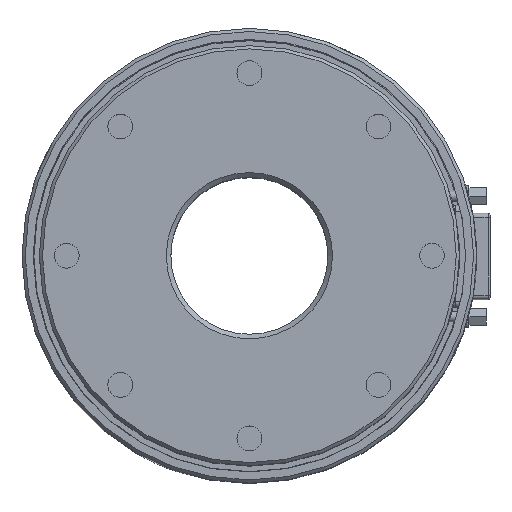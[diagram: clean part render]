
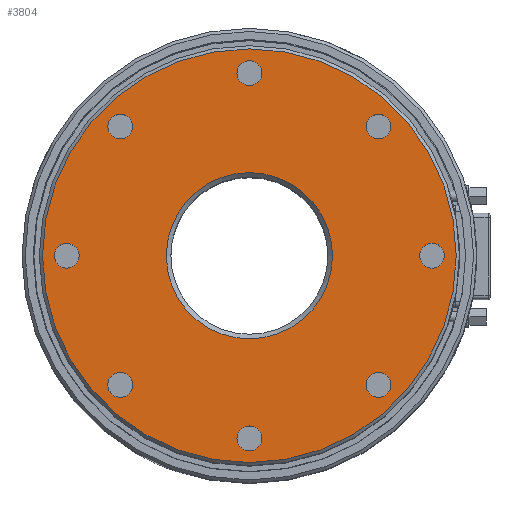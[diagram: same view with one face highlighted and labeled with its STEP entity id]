
A CAD part, top view. The second image highlights one B-rep face of the part: STEP entity #3804.
In plain terms, the highlighted planar face has unit normal (0, 0, 1).
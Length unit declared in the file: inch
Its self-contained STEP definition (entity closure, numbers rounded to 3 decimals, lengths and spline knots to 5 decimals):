
#99=PLANE('',#4141);
#185=FACE_BOUND('',#565,.T.);
#186=FACE_BOUND('',#566,.T.);
#187=FACE_BOUND('',#567,.T.);
#188=FACE_BOUND('',#568,.T.);
#189=FACE_BOUND('',#569,.T.);
#190=FACE_BOUND('',#570,.T.);
#191=FACE_BOUND('',#571,.T.);
#192=FACE_BOUND('',#572,.T.);
#193=FACE_BOUND('',#573,.T.);
#343=FACE_OUTER_BOUND('',#564,.T.);
#564=EDGE_LOOP('',(#2685));
#565=EDGE_LOOP('',(#2686));
#566=EDGE_LOOP('',(#2687,#2688));
#567=EDGE_LOOP('',(#2689,#2690));
#568=EDGE_LOOP('',(#2691,#2692));
#569=EDGE_LOOP('',(#2693,#2694));
#570=EDGE_LOOP('',(#2695,#2696));
#571=EDGE_LOOP('',(#2697,#2698));
#572=EDGE_LOOP('',(#2699,#2700));
#573=EDGE_LOOP('',(#2701,#2702));
#1250=CIRCLE('',#4038,0.136);
#1251=CIRCLE('',#4039,0.136);
#1254=CIRCLE('',#4044,0.136);
#1255=CIRCLE('',#4045,0.136);
#1258=CIRCLE('',#4050,0.136);
#1259=CIRCLE('',#4051,0.136);
#1262=CIRCLE('',#4056,0.136);
#1263=CIRCLE('',#4057,0.136);
#1266=CIRCLE('',#4062,0.136);
#1267=CIRCLE('',#4063,0.136);
#1270=CIRCLE('',#4068,0.136);
#1271=CIRCLE('',#4069,0.136);
#1274=CIRCLE('',#4074,0.136);
#1275=CIRCLE('',#4075,0.136);
#1278=CIRCLE('',#4080,0.136);
#1279=CIRCLE('',#4081,0.136);
#1316=CIRCLE('',#4137,0.91);
#1319=CIRCLE('',#4142,2.265);
#1536=VERTEX_POINT('',#5965);
#1537=VERTEX_POINT('',#5966);
#1540=VERTEX_POINT('',#5976);
#1541=VERTEX_POINT('',#5977);
#1544=VERTEX_POINT('',#5987);
#1545=VERTEX_POINT('',#5988);
#1548=VERTEX_POINT('',#5998);
#1549=VERTEX_POINT('',#5999);
#1552=VERTEX_POINT('',#6009);
#1553=VERTEX_POINT('',#6010);
#1556=VERTEX_POINT('',#6020);
#1557=VERTEX_POINT('',#6021);
#1560=VERTEX_POINT('',#6031);
#1561=VERTEX_POINT('',#6032);
#1564=VERTEX_POINT('',#6042);
#1565=VERTEX_POINT('',#6043);
#1602=VERTEX_POINT('',#6148);
#1605=VERTEX_POINT('',#6158);
#1934=EDGE_CURVE('',#1536,#1537,#1250,.T.);
#1935=EDGE_CURVE('',#1537,#1536,#1251,.T.);
#1939=EDGE_CURVE('',#1540,#1541,#1254,.T.);
#1940=EDGE_CURVE('',#1541,#1540,#1255,.T.);
#1944=EDGE_CURVE('',#1544,#1545,#1258,.T.);
#1945=EDGE_CURVE('',#1545,#1544,#1259,.T.);
#1949=EDGE_CURVE('',#1548,#1549,#1262,.T.);
#1950=EDGE_CURVE('',#1549,#1548,#1263,.T.);
#1954=EDGE_CURVE('',#1552,#1553,#1266,.T.);
#1955=EDGE_CURVE('',#1553,#1552,#1267,.T.);
#1959=EDGE_CURVE('',#1556,#1557,#1270,.T.);
#1960=EDGE_CURVE('',#1557,#1556,#1271,.T.);
#1964=EDGE_CURVE('',#1560,#1561,#1274,.T.);
#1965=EDGE_CURVE('',#1561,#1560,#1275,.T.);
#1969=EDGE_CURVE('',#1564,#1565,#1278,.T.);
#1970=EDGE_CURVE('',#1565,#1564,#1279,.T.);
#2018=EDGE_CURVE('',#1602,#1602,#1316,.T.);
#2023=EDGE_CURVE('',#1605,#1605,#1319,.T.);
#2685=ORIENTED_EDGE('',*,*,#2023,.F.);
#2686=ORIENTED_EDGE('',*,*,#2018,.F.);
#2687=ORIENTED_EDGE('',*,*,#1969,.T.);
#2688=ORIENTED_EDGE('',*,*,#1970,.T.);
#2689=ORIENTED_EDGE('',*,*,#1964,.T.);
#2690=ORIENTED_EDGE('',*,*,#1965,.T.);
#2691=ORIENTED_EDGE('',*,*,#1959,.T.);
#2692=ORIENTED_EDGE('',*,*,#1960,.T.);
#2693=ORIENTED_EDGE('',*,*,#1954,.T.);
#2694=ORIENTED_EDGE('',*,*,#1955,.T.);
#2695=ORIENTED_EDGE('',*,*,#1949,.T.);
#2696=ORIENTED_EDGE('',*,*,#1950,.T.);
#2697=ORIENTED_EDGE('',*,*,#1944,.T.);
#2698=ORIENTED_EDGE('',*,*,#1945,.T.);
#2699=ORIENTED_EDGE('',*,*,#1939,.T.);
#2700=ORIENTED_EDGE('',*,*,#1940,.T.);
#2701=ORIENTED_EDGE('',*,*,#1934,.T.);
#2702=ORIENTED_EDGE('',*,*,#1935,.T.);
#3804=ADVANCED_FACE('',(#343,#185,#186,#187,#188,#189,#190,#191,#192,#193),
#99,.T.);
#4038=AXIS2_PLACEMENT_3D('',#5967,#4602,#4603);
#4039=AXIS2_PLACEMENT_3D('',#5968,#4604,#4605);
#4044=AXIS2_PLACEMENT_3D('',#5978,#4615,#4616);
#4045=AXIS2_PLACEMENT_3D('',#5979,#4617,#4618);
#4050=AXIS2_PLACEMENT_3D('',#5989,#4628,#4629);
#4051=AXIS2_PLACEMENT_3D('',#5990,#4630,#4631);
#4056=AXIS2_PLACEMENT_3D('',#6000,#4641,#4642);
#4057=AXIS2_PLACEMENT_3D('',#6001,#4643,#4644);
#4062=AXIS2_PLACEMENT_3D('',#6011,#4654,#4655);
#4063=AXIS2_PLACEMENT_3D('',#6012,#4656,#4657);
#4068=AXIS2_PLACEMENT_3D('',#6022,#4667,#4668);
#4069=AXIS2_PLACEMENT_3D('',#6023,#4669,#4670);
#4074=AXIS2_PLACEMENT_3D('',#6033,#4680,#4681);
#4075=AXIS2_PLACEMENT_3D('',#6034,#4682,#4683);
#4080=AXIS2_PLACEMENT_3D('',#6044,#4693,#4694);
#4081=AXIS2_PLACEMENT_3D('',#6045,#4695,#4696);
#4137=AXIS2_PLACEMENT_3D('',#6149,#4818,#4819);
#4141=AXIS2_PLACEMENT_3D('',#6157,#4828,#4829);
#4142=AXIS2_PLACEMENT_3D('',#6159,#4830,#4831);
#4602=DIRECTION('center_axis',(0.,0.,
-1.));
#4603=DIRECTION('ref_axis',(1.,0.,0.));
#4604=DIRECTION('center_axis',(0.,0.,
-1.));
#4605=DIRECTION('ref_axis',(1.,0.,0.));
#4615=DIRECTION('center_axis',(0.,0.,
-1.));
#4616=DIRECTION('ref_axis',(0.707,0.707,0.));
#4617=DIRECTION('center_axis',(0.,0.,
-1.));
#4618=DIRECTION('ref_axis',(0.707,0.707,0.));
#4628=DIRECTION('center_axis',(0.,0.,
-1.));
#4629=DIRECTION('ref_axis',(0.,1.,0.));
#4630=DIRECTION('center_axis',(0.,0.,
-1.));
#4631=DIRECTION('ref_axis',(0.,1.,0.));
#4641=DIRECTION('center_axis',(0.,0.,
-1.));
#4642=DIRECTION('ref_axis',(-0.707,0.707,0.));
#4643=DIRECTION('center_axis',(0.,0.,
-1.));
#4644=DIRECTION('ref_axis',(-0.707,0.707,0.));
#4654=DIRECTION('center_axis',(0.,0.,
-1.));
#4655=DIRECTION('ref_axis',(-1.,0.,0.));
#4656=DIRECTION('center_axis',(0.,0.,
-1.));
#4657=DIRECTION('ref_axis',(-1.,0.,0.));
#4667=DIRECTION('center_axis',(0.,0.,
-1.));
#4668=DIRECTION('ref_axis',(-0.707,-0.707,0.));
#4669=DIRECTION('center_axis',(0.,0.,
-1.));
#4670=DIRECTION('ref_axis',(-0.707,-0.707,0.));
#4680=DIRECTION('center_axis',(0.,0.,
-1.));
#4681=DIRECTION('ref_axis',(0.,-1.,0.));
#4682=DIRECTION('center_axis',(0.,0.,
-1.));
#4683=DIRECTION('ref_axis',(0.,-1.,0.));
#4693=DIRECTION('center_axis',(0.,0.,
-1.));
#4694=DIRECTION('ref_axis',(0.707,-0.707,0.));
#4695=DIRECTION('center_axis',(0.,0.,
-1.));
#4696=DIRECTION('ref_axis',(0.707,-0.707,0.));
#4818=DIRECTION('center_axis',(0.,0.,
1.));
#4819=DIRECTION('ref_axis',(-1.,0.,0.));
#4828=DIRECTION('center_axis',(0.,0.,
1.));
#4829=DIRECTION('ref_axis',(1.,0.,0.));
#4830=DIRECTION('center_axis',(0.,0.,
-1.));
#4831=DIRECTION('ref_axis',(-1.,0.,0.));
#5965=CARTESIAN_POINT('',(0.136,-2.,3.5));
#5966=CARTESIAN_POINT('',(-0.136,-2.,3.5));
#5967=CARTESIAN_POINT('Origin',(0.,-2.,3.5));
#5968=CARTESIAN_POINT('Origin',(0.,-2.,3.5));
#5976=CARTESIAN_POINT('',(1.51038,-1.31805,3.5));
#5977=CARTESIAN_POINT('',(1.31805,-1.51038,3.5));
#5978=CARTESIAN_POINT('Origin',(1.41421,-1.41421,3.5));
#5979=CARTESIAN_POINT('Origin',(1.41421,-1.41421,3.5));
#5987=CARTESIAN_POINT('',(2.,0.136,3.5));
#5988=CARTESIAN_POINT('',(2.,-0.136,3.5));
#5989=CARTESIAN_POINT('Origin',(2.,0.,3.5));
#5990=CARTESIAN_POINT('Origin',(2.,0.,3.5));
#5998=CARTESIAN_POINT('',(1.31805,1.51038,3.5));
#5999=CARTESIAN_POINT('',(1.51038,1.31805,3.5));
#6000=CARTESIAN_POINT('Origin',(1.41421,1.41421,3.5));
#6001=CARTESIAN_POINT('Origin',(1.41421,1.41421,3.5));
#6009=CARTESIAN_POINT('',(-0.136,2.,3.5));
#6010=CARTESIAN_POINT('',(0.136,2.,3.5));
#6011=CARTESIAN_POINT('Origin',(0.,2.,3.5));
#6012=CARTESIAN_POINT('Origin',(0.,2.,3.5));
#6020=CARTESIAN_POINT('',(-1.51038,1.31805,3.5));
#6021=CARTESIAN_POINT('',(-1.31805,1.51038,3.5));
#6022=CARTESIAN_POINT('Origin',(-1.41421,1.41421,3.5));
#6023=CARTESIAN_POINT('Origin',(-1.41421,1.41421,3.5));
#6031=CARTESIAN_POINT('',(-2.,-0.136,3.5));
#6032=CARTESIAN_POINT('',(-2.,0.136,3.5));
#6033=CARTESIAN_POINT('Origin',(-2.,0.,3.5));
#6034=CARTESIAN_POINT('Origin',(-2.,0.,3.5));
#6042=CARTESIAN_POINT('',(-1.31805,-1.51038,3.5));
#6043=CARTESIAN_POINT('',(-1.51038,-1.31805,3.5));
#6044=CARTESIAN_POINT('Origin',(-1.41421,-1.41421,3.5));
#6045=CARTESIAN_POINT('Origin',(-1.41421,-1.41421,3.5));
#6148=CARTESIAN_POINT('',(0.91,0.,3.5));
#6149=CARTESIAN_POINT('Origin',(0.,0.,
3.5));
#6157=CARTESIAN_POINT('Origin',(1.15,0.,3.5));
#6158=CARTESIAN_POINT('',(2.265,0.,3.5));
#6159=CARTESIAN_POINT('Origin',(0.,0.,
3.5));
